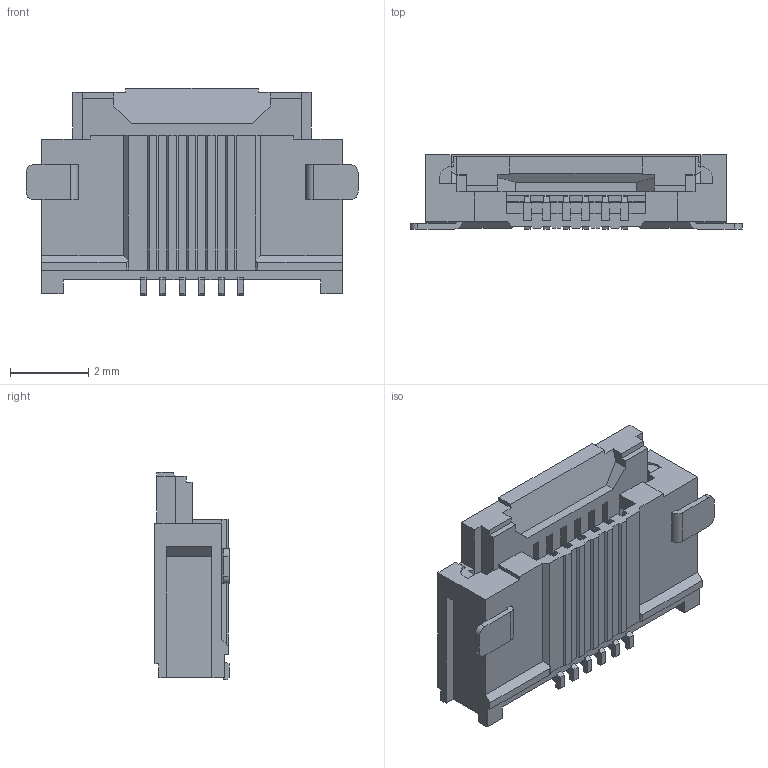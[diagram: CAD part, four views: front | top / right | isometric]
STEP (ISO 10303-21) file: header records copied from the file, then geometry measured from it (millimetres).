
FILE_DESCRIPTION((''),'2;1');
FILE_NAME('5051100692','2019-06-14T',('gga'),(''),'PRO/ENGINEER BY PARAMETRIC TECHNOLOGY CORPORATION, 2016010','PRO/ENGINEER BY PARAMETRIC TECHNOLOGY CORPORATION, 2016010','');
FILE_SCHEMA(('CONFIG_CONTROL_DESIGN'));
Length unit declared in the file: millimetre
Products named in the file (1): 5051100692
Bounding box: 8.5 x 1.9 x 5.3 mm (x, y, z)
Volume: 45.1 mm3; surface area: 192.9 mm2
Topology: 1 solids, 1 shells, 472 faces, 1390 edges, 924 vertices
Faces by surface type: plane 408, cylinder 64
Entity records: 15472 total; most frequent: CARTESIAN_POINT 2762, ORIENTED_EDGE 2716, DIRECTION 2462, EDGE_CURVE 1358, VECTOR 1260, LINE 1260, VERTEX_POINT 892, AXIS2_PLACEMENT_3D 601
